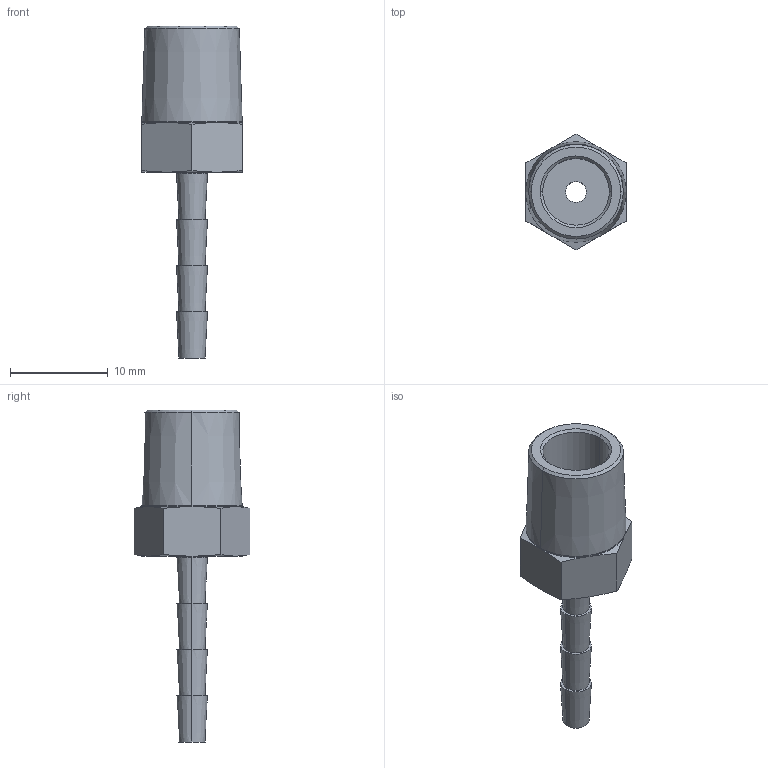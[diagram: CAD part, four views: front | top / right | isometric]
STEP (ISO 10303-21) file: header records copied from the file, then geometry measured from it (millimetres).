
FILE_DESCRIPTION (( 'STEP AP203' ), '1' );
FILE_NAME ('Hose Nipple 0.125 in,Class 150.STEP', '2025-05-09T01:44:32', '' );
FILE_SCHEMA (( 'CONFIG_CONTROL_DESIGN' ));
Length unit declared in the file: inch
Products named in the file (1): Hose Nipple 0.125 in,Class 150
Bounding box: 10.29 x 11.88 x 34.04 mm (x, y, z)
Volume: 915.8 mm3; surface area: 1203.1 mm2
Topology: 1 solids, 1 shells, 47 faces, 98 edges, 58 vertices
Faces by surface type: cone 26, plane 13, cylinder 8
Entity records: 1349 total; most frequent: CARTESIAN_POINT 276, DIRECTION 216, ORIENTED_EDGE 196, EDGE_CURVE 98, AXIS2_PLACEMENT_3D 94, VERTEX_POINT 58, EDGE_LOOP 54, ADVANCED_FACE 47
